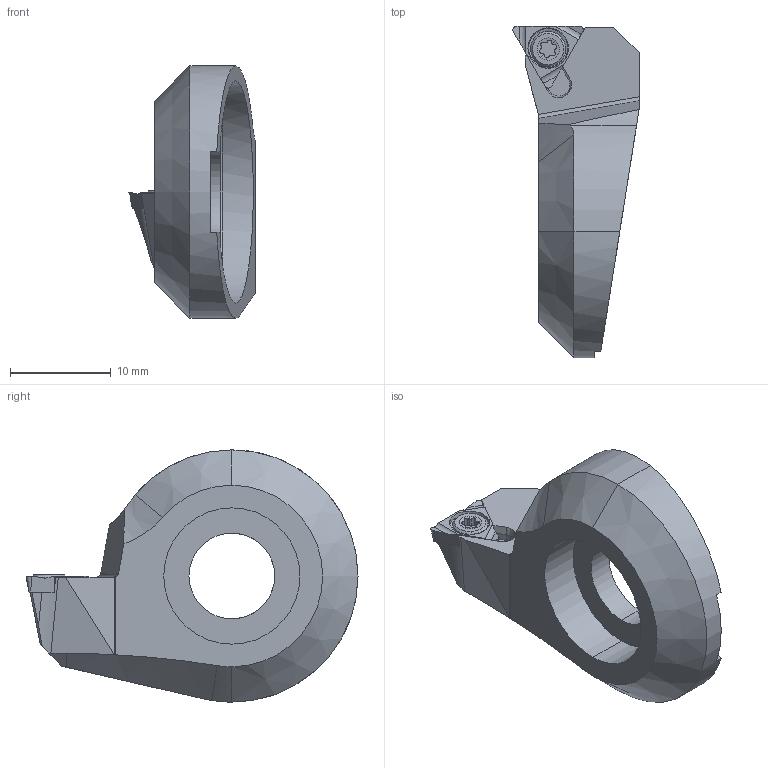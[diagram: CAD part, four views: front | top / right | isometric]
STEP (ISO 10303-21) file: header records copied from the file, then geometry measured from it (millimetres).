
FILE_DESCRIPTION (( 'STEP AP203' ), '1' );
FILE_NAME ('C17.022.051.T07.STEP', '2024-08-30T10:19:24', ( '' ), ( '' ), 'SwSTEP 2.0', 'SolidWorks 2022', '' );
FILE_SCHEMA (( 'CONFIG_CONTROL_DESIGN' ));
Length unit declared in the file: millimetre
Products named in the file (4): WTL-ER2.001.004_A; TPGM070104; F42-WTL.001.009_A_fertigbearbeitet; C17.022.051.T07
Assembly tree (3 placements, depth 2):
  C17.022.051.T07
    F42-WTL.001.009_A_fertigbearbeitet
    TPGM070104
    WTL-ER2.001.004_A
Bounding box: 12.5 x 32.9 x 25 mm (x, y, z)
Volume: 2997 mm3; surface area: 2165.9 mm2
Topology: 3 solids, 3 shells, 115 faces, 291 edges, 182 vertices
Faces by surface type: cylinder 41, plane 38, cone 26, torus 9, bspline 1
Entity records: 3962 total; most frequent: CARTESIAN_POINT 864, ORIENTED_EDGE 578, DIRECTION 558, EDGE_CURVE 289, AXIS2_PLACEMENT_3D 208, VERTEX_POINT 182, VECTOR 142, LINE 142
